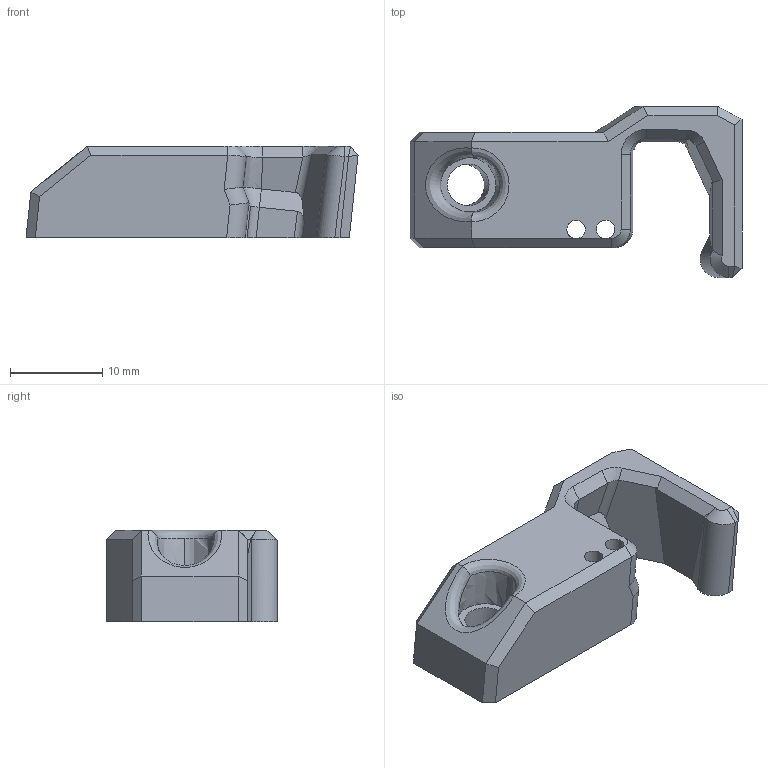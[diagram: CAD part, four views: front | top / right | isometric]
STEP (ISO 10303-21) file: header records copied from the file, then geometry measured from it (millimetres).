
FILE_DESCRIPTION(/* description */ (''),/* implementation_level */ '2;1');
FILE_NAME(/* name */ 'Printed_Part_for_CAN_Cable_v1.2.step',/* time_stamp */ '2023-11-15T10:50:45-08:00',/* author */ (''),/* organization */ (''),/* preprocessor_version */ 'ST-DEVELOPER v20',/* originating_system */ 'Autodesk Translation Framework v12.14.0.127',/* authorisation */ '');
FILE_SCHEMA (('AUTOMOTIVE_DESIGN { 1 0 10303 214 3 1 1 }'));
Length unit declared in the file: millimetre
Products named in the file (1): Printed_Part_for_CAN_Cable_v1.1
Bounding box: 35.96 x 18.52 x 9.95 mm (x, y, z)
Volume: 3187.4 mm3; surface area: 2131.1 mm2
Topology: 1 solids, 1 shells, 92 faces, 242 edges, 150 vertices
Faces by surface type: plane 48, bspline 21, cylinder 20, torus 2, cone 1
Full cylindrical faces by diameter (mm): 2 x2, 4.5 x1
Entity records: 4969 total; most frequent: CARTESIAN_POINT 2778, ORIENTED_EDGE 484, DIRECTION 396, EDGE_CURVE 242, LINE 152, VECTOR 152, VERTEX_POINT 150, AXIS2_PLACEMENT_3D 122
